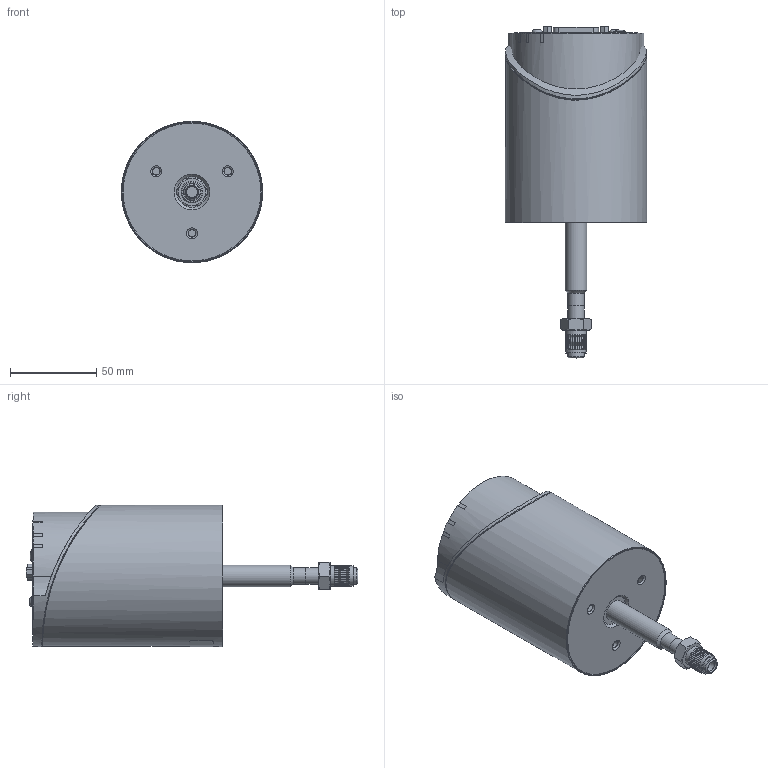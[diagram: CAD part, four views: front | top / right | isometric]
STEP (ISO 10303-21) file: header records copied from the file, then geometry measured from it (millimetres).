
FILE_DESCRIPTION(/* description */ (''),/* implementation_level */ '2;1');
FILE_NAME(/* name */ 'MCDG200D_4-VCR male_P-Net.stp',/* time_stamp */ '2023-01-31T13:00:37+01:00',/* author */ ('cons002'),/* organization */ (''),/* preprocessor_version */ 'ST-DEVELOPER v18.1',/* originating_system */ 'Autodesk Inventor 2021',/* authorisation */ '');
FILE_SCHEMA (('AUTOMOTIVE_DESIGN { 1 0 10303 214 3 1 1 }'));
Length unit declared in the file: millimetre
Products named in the file (1): MCDG200D_4-VCR male_P-Net2
Bounding box: 82 x 192.77 x 82 mm (x, y, z)
Volume: 571379 mm3; surface area: 48553.3 mm2
Topology: 1 solids, 2 shells, 910 faces, 2411 edges, 1594 vertices
Faces by surface type: plane 505, bspline 182, cylinder 150, cone 48, sphere 16, torus 9
Full cylindrical faces by diameter (mm): 1 x15, 1.5 x2, 3.2 x2, 3.4 x2, 5.7 x2, 6.325 x2, 6.35 x1, 7 x1, 7.874 x1, 7.9 x1, 9.5 x1, 9.525 x1, 9.906 x2, 10.2 x1, 11.7 x1, 11.783 x13, 12.7 x14, 18 x1, 82 x2
Entity records: 33016 total; most frequent: CARTESIAN_POINT 10414, ORIENTED_EDGE 4792, DIRECTION 3817, EDGE_CURVE 2396, VERTEX_POINT 1594, LINE 1593, VECTOR 1593, AXIS2_PLACEMENT_3D 1112
